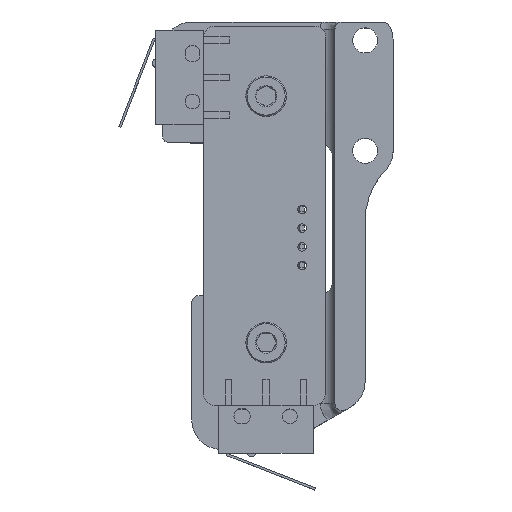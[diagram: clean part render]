
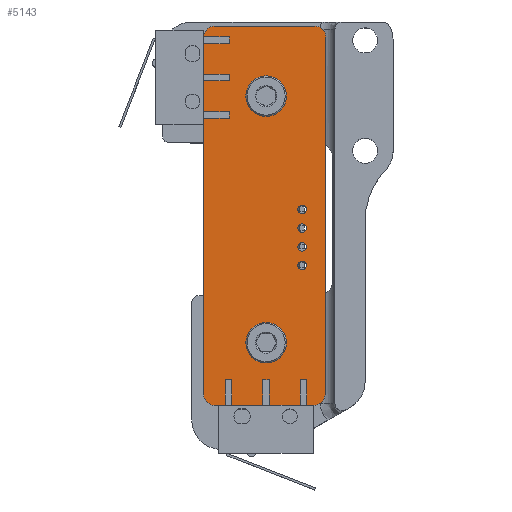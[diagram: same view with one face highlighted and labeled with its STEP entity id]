
A CAD part, top view. The second image highlights one B-rep face of the part: STEP entity #5143.
In plain terms, the highlighted planar face has unit normal (0, 0, 1).
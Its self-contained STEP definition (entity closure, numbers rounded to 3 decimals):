
#641=LINE('',#8193,#1195);
#647=LINE('',#8230,#1201);
#648=LINE('',#8234,#1202);
#649=LINE('',#8237,#1203);
#1195=VECTOR('',#6674,1.);
#1201=VECTOR('',#6712,1.);
#1202=VECTOR('',#6715,1.);
#1203=VECTOR('',#6718,1.);
#1337=FACE_BOUND('',#1861,.T.);
#1338=FACE_BOUND('',#1862,.T.);
#1339=FACE_BOUND('',#1863,.T.);
#1340=FACE_BOUND('',#1864,.T.);
#1341=FACE_BOUND('',#1865,.T.);
#1342=FACE_BOUND('',#1866,.T.);
#1551=FACE_OUTER_BOUND('',#1860,.T.);
#1860=EDGE_LOOP('',(#4306,#4307,#4308,#4309,#4310,#4311,#4312,#4313));
#1861=EDGE_LOOP('',(#4314));
#1862=EDGE_LOOP('',(#4315));
#1863=EDGE_LOOP('',(#4316));
#1864=EDGE_LOOP('',(#4317));
#1865=EDGE_LOOP('',(#4318));
#1866=EDGE_LOOP('',(#4319));
#2009=CIRCLE('',#5536,1.5);
#2011=CIRCLE('',#5539,1.5);
#2020=CIRCLE('',#5550,1.5);
#2021=CIRCLE('',#5551,1.5);
#2022=CIRCLE('',#5552,2.15);
#2023=CIRCLE('',#5553,0.584);
#2024=CIRCLE('',#5554,0.584);
#2025=CIRCLE('',#5555,0.584);
#2026=CIRCLE('',#5556,0.584);
#2027=CIRCLE('',#5557,2.15);
#2417=VERTEX_POINT('',#8187);
#2419=VERTEX_POINT('',#8191);
#2421=VERTEX_POINT('',#8196);
#2423=VERTEX_POINT('',#8203);
#2434=VERTEX_POINT('',#8229);
#2435=VERTEX_POINT('',#8231);
#2436=VERTEX_POINT('',#8233);
#2437=VERTEX_POINT('',#8235);
#2438=VERTEX_POINT('',#8238);
#2439=VERTEX_POINT('',#8240);
#2440=VERTEX_POINT('',#8242);
#2441=VERTEX_POINT('',#8244);
#2442=VERTEX_POINT('',#8246);
#2443=VERTEX_POINT('',#8248);
#3060=EDGE_CURVE('',#2417,#2419,#641,.T.);
#3063=EDGE_CURVE('',#2421,#2417,#2009,.T.);
#3066=EDGE_CURVE('',#2419,#2423,#2011,.T.);
#3078=EDGE_CURVE('',#2423,#2434,#647,.T.);
#3079=EDGE_CURVE('',#2434,#2435,#2020,.T.);
#3080=EDGE_CURVE('',#2435,#2436,#648,.T.);
#3081=EDGE_CURVE('',#2436,#2437,#2021,.T.);
#3082=EDGE_CURVE('',#2437,#2421,#649,.T.);
#3083=EDGE_CURVE('',#2438,#2438,#2022,.T.);
#3084=EDGE_CURVE('',#2439,#2439,#2023,.T.);
#3085=EDGE_CURVE('',#2440,#2440,#2024,.T.);
#3086=EDGE_CURVE('',#2441,#2441,#2025,.T.);
#3087=EDGE_CURVE('',#2442,#2442,#2026,.T.);
#3088=EDGE_CURVE('',#2443,#2443,#2027,.T.);
#4306=ORIENTED_EDGE('',*,*,#3060,.T.);
#4307=ORIENTED_EDGE('',*,*,#3066,.T.);
#4308=ORIENTED_EDGE('',*,*,#3078,.T.);
#4309=ORIENTED_EDGE('',*,*,#3079,.T.);
#4310=ORIENTED_EDGE('',*,*,#3080,.T.);
#4311=ORIENTED_EDGE('',*,*,#3081,.T.);
#4312=ORIENTED_EDGE('',*,*,#3082,.T.);
#4313=ORIENTED_EDGE('',*,*,#3063,.T.);
#4314=ORIENTED_EDGE('',*,*,#3083,.F.);
#4315=ORIENTED_EDGE('',*,*,#3084,.F.);
#4316=ORIENTED_EDGE('',*,*,#3085,.F.);
#4317=ORIENTED_EDGE('',*,*,#3086,.F.);
#4318=ORIENTED_EDGE('',*,*,#3087,.F.);
#4319=ORIENTED_EDGE('',*,*,#3088,.F.);
#4917=PLANE('',#5549);
#5143=ADVANCED_FACE('',(#1551,#1337,#1338,#1339,#1340,#1341,#1342),#4917,
 .T.);
#5536=AXIS2_PLACEMENT_3D('',#8199,#6680,#6681);
#5539=AXIS2_PLACEMENT_3D('',#8205,#6687,#6688);
#5549=AXIS2_PLACEMENT_3D('',#8228,#6710,#6711);
#5550=AXIS2_PLACEMENT_3D('',#8232,#6713,#6714);
#5551=AXIS2_PLACEMENT_3D('',#8236,#6716,#6717);
#5552=AXIS2_PLACEMENT_3D('',#8239,#6719,#6720);
#5553=AXIS2_PLACEMENT_3D('',#8241,#6721,#6722);
#5554=AXIS2_PLACEMENT_3D('',#8243,#6723,#6724);
#5555=AXIS2_PLACEMENT_3D('',#8245,#6725,#6726);
#5556=AXIS2_PLACEMENT_3D('',#8247,#6727,#6728);
#5557=AXIS2_PLACEMENT_3D('',#8249,#6729,#6730);
#6674=DIRECTION('',(0.,-1.,0.));
#6680=DIRECTION('center_axis',(0.,0.,1.));
#6681=DIRECTION('ref_axis',(1.,0.,0.));
#6687=DIRECTION('center_axis',(0.,0.,1.));
#6688=DIRECTION('ref_axis',(1.,0.,0.));
#6710=DIRECTION('center_axis',(0.,0.,1.));
#6711=DIRECTION('ref_axis',(1.,0.,0.));
#6712=DIRECTION('',(1.,-0.002,0.));
#6713=DIRECTION('center_axis',(0.,0.,1.));
#6714=DIRECTION('ref_axis',(1.,0.,0.));
#6715=DIRECTION('',(0.,1.,0.));
#6716=DIRECTION('center_axis',(0.,0.,1.));
#6717=DIRECTION('ref_axis',(1.,0.,0.));
#6718=DIRECTION('',(-1.,0.,0.));
#6719=DIRECTION('center_axis',(0.,0.,1.));
#6720=DIRECTION('ref_axis',(1.,0.,0.));
#6721=DIRECTION('center_axis',(0.,0.,1.));
#6722=DIRECTION('ref_axis',(1.,0.,0.));
#6723=DIRECTION('center_axis',(0.,0.,1.));
#6724=DIRECTION('ref_axis',(1.,0.,0.));
#6725=DIRECTION('center_axis',(0.,0.,1.));
#6726=DIRECTION('ref_axis',(1.,0.,0.));
#6727=DIRECTION('center_axis',(0.,0.,1.));
#6728=DIRECTION('ref_axis',(1.,0.,0.));
#6729=DIRECTION('center_axis',(0.,0.,1.));
#6730=DIRECTION('ref_axis',(1.,0.,0.));
#8187=CARTESIAN_POINT('',(1.13,50.3,1.6));
#8191=CARTESIAN_POINT('',(1.13,36.8,1.6));
#8193=CARTESIAN_POINT('',(1.13,50.3,1.6));
#8196=CARTESIAN_POINT('',(2.63,51.8,1.6));
#8199=CARTESIAN_POINT('Origin',(2.63,50.3,1.6));
#8203=CARTESIAN_POINT('',(2.63,35.3,1.6));
#8205=CARTESIAN_POINT('Origin',(2.63,36.8,1.6));
#8228=CARTESIAN_POINT('Origin',(26.899,43.525,1.6));
#8229=CARTESIAN_POINT('',(51.13,35.2,1.6));
#8230=CARTESIAN_POINT('',(2.63,35.3,1.6));
#8231=CARTESIAN_POINT('',(52.63,36.7,1.6));
#8232=CARTESIAN_POINT('Origin',(51.13,36.7,1.6));
#8233=CARTESIAN_POINT('',(52.63,50.3,1.6));
#8234=CARTESIAN_POINT('',(52.63,36.7,1.6));
#8235=CARTESIAN_POINT('',(51.13,51.8,1.6));
#8236=CARTESIAN_POINT('Origin',(51.13,50.3,1.6));
#8237=CARTESIAN_POINT('',(51.13,51.8,1.6));
#8238=CARTESIAN_POINT('',(7.48,43.3,1.6));
#8239=CARTESIAN_POINT('Origin',(9.63,43.3,1.6));
#8240=CARTESIAN_POINT('',(27.166,38.4,1.6));
#8241=CARTESIAN_POINT('Origin',(27.75,38.4,1.6));
#8242=CARTESIAN_POINT('',(24.626,38.4,1.6));
#8243=CARTESIAN_POINT('Origin',(25.21,38.4,1.6));
#8244=CARTESIAN_POINT('',(22.086,38.4,1.6));
#8245=CARTESIAN_POINT('Origin',(22.67,38.4,1.6));
#8246=CARTESIAN_POINT('',(19.546,38.4,1.6));
#8247=CARTESIAN_POINT('Origin',(20.13,38.4,1.6));
#8248=CARTESIAN_POINT('',(40.98,43.3,1.6));
#8249=CARTESIAN_POINT('Origin',(43.13,43.3,1.6));
